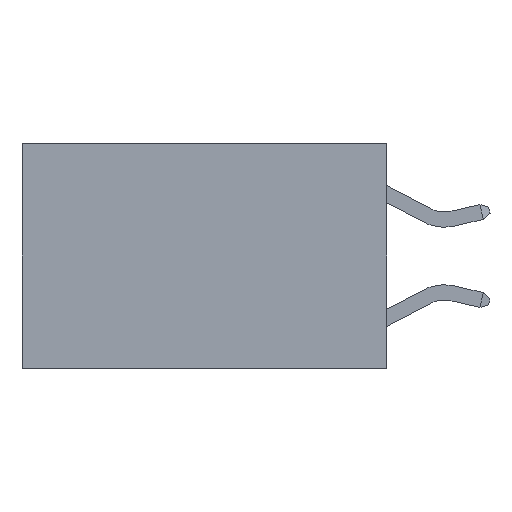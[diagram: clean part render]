
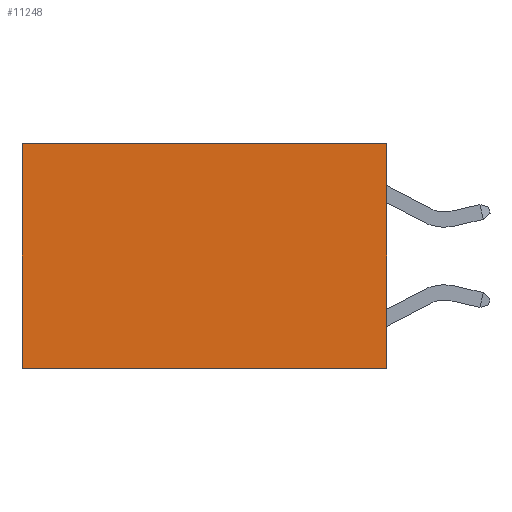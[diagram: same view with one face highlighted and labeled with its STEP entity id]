
A CAD part, left-side view. The second image highlights one B-rep face of the part: STEP entity #11248.
In plain terms, the highlighted planar face has unit normal (-1, 0, 0).
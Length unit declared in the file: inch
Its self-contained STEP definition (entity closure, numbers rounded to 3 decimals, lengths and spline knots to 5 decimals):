
#262 = ORIENTED_EDGE ( 'NONE', *, *, #22963, .T. ) ;
#841 = CARTESIAN_POINT ( 'NONE',  ( 0.2625, 0., 0. ) ) ;
#888 = ORIENTED_EDGE ( 'NONE', *, *, #6699, .T. ) ;
#1147 = CARTESIAN_POINT ( 'NONE',  ( 0.2625, 0.6, -0.37 ) ) ;
#2095 = FACE_OUTER_BOUND ( 'NONE', #3329, .T. ) ;
#2678 = DIRECTION ( 'NONE',  ( 0., 0., -1. ) ) ;
#3229 = VECTOR ( 'NONE', #16591, 39.37008 ) ;
#3329 = EDGE_LOOP ( 'NONE', ( #888, #16101, #11890, #262 ) ) ;
#3434 = CARTESIAN_POINT ( 'NONE',  ( 0.2625, 0.6, 0. ) ) ;
#4035 = VERTEX_POINT ( 'NONE', #15652 ) ;
#4229 = LINE ( 'NONE', #15541, #18357 ) ;
#6699 = EDGE_CURVE ( 'NONE', #22305, #10004, #9272, .T. ) ;
#7203 = CARTESIAN_POINT ( 'NONE',  ( 0.2625, 0., 0. ) ) ;
#8722 = AXIS2_PLACEMENT_3D ( 'NONE', #841, #13703, #2678 ) ;
#9272 = LINE ( 'NONE', #3434, #23360 ) ;
#10004 = VERTEX_POINT ( 'NONE', #1147 ) ;
#11097 = CARTESIAN_POINT ( 'NONE',  ( 0.2625, 0., 0. ) ) ;
#11248 = ADVANCED_FACE ( 'NONE', ( #2095 ), #13623, .F. ) ;
#11672 = EDGE_CURVE ( 'NONE', #22395, #4035, #18526, .T. ) ;
#11890 = ORIENTED_EDGE ( 'NONE', *, *, #11672, .F. ) ;
#13623 = PLANE ( 'NONE',  #8722 ) ;
#13703 = DIRECTION ( 'NONE',  ( 1., 0., 0. ) ) ;
#14463 = DIRECTION ( 'NONE',  ( 0., 0., -1. ) ) ;
#15541 = CARTESIAN_POINT ( 'NONE',  ( 0.2625, 0., -0.37 ) ) ;
#15652 = CARTESIAN_POINT ( 'NONE',  ( 0.2625, 0., -0.37 ) ) ;
#16101 = ORIENTED_EDGE ( 'NONE', *, *, #21343, .F. ) ;
#16238 = CARTESIAN_POINT ( 'NONE',  ( 0.2625, 0.6, 0. ) ) ;
#16591 = DIRECTION ( 'NONE',  ( 0., 0., -1. ) ) ;
#17688 = LINE ( 'NONE', #7203, #22545 ) ;
#18357 = VECTOR ( 'NONE', #22841, 39.37008 ) ;
#18526 = LINE ( 'NONE', #11097, #3229 ) ;
#20084 = DIRECTION ( 'NONE',  ( 0., 1., 0. ) ) ;
#21343 = EDGE_CURVE ( 'NONE', #4035, #10004, #4229, .T. ) ;
#22028 = CARTESIAN_POINT ( 'NONE',  ( 0.2625, 0., 0. ) ) ;
#22305 = VERTEX_POINT ( 'NONE', #16238 ) ;
#22395 = VERTEX_POINT ( 'NONE', #22028 ) ;
#22545 = VECTOR ( 'NONE', #20084, 39.37008 ) ;
#22841 = DIRECTION ( 'NONE',  ( 0., 1., 0. ) ) ;
#22963 = EDGE_CURVE ( 'NONE', #22395, #22305, #17688, .T. ) ;
#23360 = VECTOR ( 'NONE', #14463, 39.37008 ) ;
